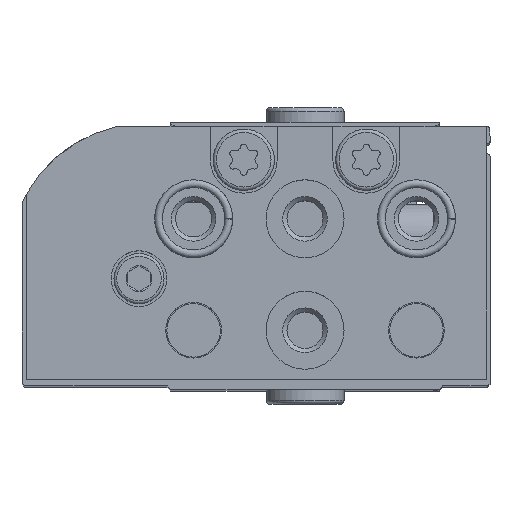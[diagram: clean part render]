
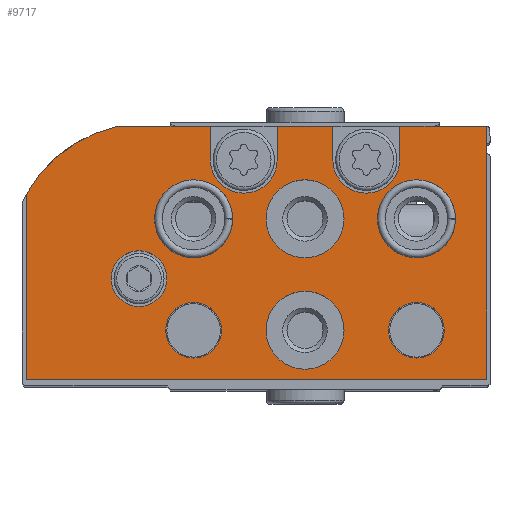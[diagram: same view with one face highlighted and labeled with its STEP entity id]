
A CAD part, top view. The second image highlights one B-rep face of the part: STEP entity #9717.
In plain terms, the highlighted face is planar.
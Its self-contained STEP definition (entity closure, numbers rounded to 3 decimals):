
#998=LINE('',#16649,#1748);
#1002=LINE('',#16657,#1752);
#1006=LINE('',#16663,#1756);
#1009=LINE('',#16683,#1759);
#1010=LINE('',#16687,#1760);
#1011=LINE('',#16690,#1761);
#1012=LINE('',#16692,#1762);
#1013=LINE('',#16694,#1763);
#1014=LINE('',#16695,#1764);
#1015=LINE('',#16699,#1765);
#1748=VECTOR('',#13520,1000.);
#1752=VECTOR('',#13524,1000.);
#1756=VECTOR('',#13528,1000.);
#1759=VECTOR('',#13547,1000.);
#1760=VECTOR('',#13550,1000.);
#1761=VECTOR('',#13553,1000.);
#1762=VECTOR('',#13554,1000.);
#1763=VECTOR('',#13555,1000.);
#1764=VECTOR('',#13556,1000.);
#1765=VECTOR('',#13559,1000.);
#3722=ORIENTED_EDGE('',*,*,#5515,.T.);
#3723=ORIENTED_EDGE('',*,*,#5516,.T.);
#3724=ORIENTED_EDGE('',*,*,#5517,.T.);
#3725=ORIENTED_EDGE('',*,*,#5518,.T.);
#3726=ORIENTED_EDGE('',*,*,#5519,.T.);
#3727=ORIENTED_EDGE('',*,*,#5520,.T.);
#3728=ORIENTED_EDGE('',*,*,#5521,.T.);
#3729=ORIENTED_EDGE('',*,*,#5522,.T.);
#3730=ORIENTED_EDGE('',*,*,#5523,.T.);
#3731=ORIENTED_EDGE('',*,*,#5524,.T.);
#3732=ORIENTED_EDGE('',*,*,#5512,.F.);
#3733=ORIENTED_EDGE('',*,*,#5525,.F.);
#3734=ORIENTED_EDGE('',*,*,#5526,.F.);
#3735=ORIENTED_EDGE('',*,*,#5527,.F.);
#3736=ORIENTED_EDGE('',*,*,#5528,.F.);
#3737=ORIENTED_EDGE('',*,*,#5508,.F.);
#3738=ORIENTED_EDGE('',*,*,#5529,.T.);
#3739=ORIENTED_EDGE('',*,*,#5530,.T.);
#3740=ORIENTED_EDGE('',*,*,#5531,.T.);
#3741=ORIENTED_EDGE('',*,*,#5504,.F.);
#5504=EDGE_CURVE('',#6579,#6580,#998,.T.);
#5508=EDGE_CURVE('',#6583,#6584,#1002,.T.);
#5512=EDGE_CURVE('',#6585,#6586,#1006,.T.);
#5515=EDGE_CURVE('',#6588,#6588,#7169,.T.);
#5516=EDGE_CURVE('',#6589,#6589,#7170,.T.);
#5517=EDGE_CURVE('',#6590,#6590,#7171,.T.);
#5518=EDGE_CURVE('',#6591,#6591,#7172,.T.);
#5519=EDGE_CURVE('',#6592,#6592,#7173,.T.);
#5520=EDGE_CURVE('',#6593,#6593,#7174,.T.);
#5521=EDGE_CURVE('',#6594,#6594,#7175,.T.);
#5522=EDGE_CURVE('',#6579,#6595,#1009,.T.);
#5523=EDGE_CURVE('',#6595,#6596,#7176,.T.);
#5524=EDGE_CURVE('',#6596,#6586,#1010,.T.);
#5525=EDGE_CURVE('',#6597,#6585,#7177,.T.);
#5526=EDGE_CURVE('',#6598,#6597,#1011,.T.);
#5527=EDGE_CURVE('',#6599,#6598,#1012,.T.);
#5528=EDGE_CURVE('',#6584,#6599,#1013,.T.);
#5529=EDGE_CURVE('',#6583,#6600,#1014,.T.);
#5530=EDGE_CURVE('',#6600,#6601,#7178,.T.);
#5531=EDGE_CURVE('',#6601,#6580,#1015,.T.);
#6579=VERTEX_POINT('',#16648);
#6580=VERTEX_POINT('',#16650);
#6583=VERTEX_POINT('',#16656);
#6584=VERTEX_POINT('',#16658);
#6585=VERTEX_POINT('',#16662);
#6586=VERTEX_POINT('',#16664);
#6588=VERTEX_POINT('',#16670);
#6589=VERTEX_POINT('',#16672);
#6590=VERTEX_POINT('',#16674);
#6591=VERTEX_POINT('',#16676);
#6592=VERTEX_POINT('',#16678);
#6593=VERTEX_POINT('',#16680);
#6594=VERTEX_POINT('',#16682);
#6595=VERTEX_POINT('',#16684);
#6596=VERTEX_POINT('',#16686);
#6597=VERTEX_POINT('',#16689);
#6598=VERTEX_POINT('',#16691);
#6599=VERTEX_POINT('',#16693);
#6600=VERTEX_POINT('',#16696);
#6601=VERTEX_POINT('',#16698);
#7169=CIRCLE('',#11117,2.5);
#7170=CIRCLE('',#11118,3.5);
#7171=CIRCLE('',#11119,3.5);
#7172=CIRCLE('',#11120,3.5);
#7173=CIRCLE('',#11121,3.5);
#7174=CIRCLE('',#11122,2.5);
#7175=CIRCLE('',#11123,2.5);
#7176=CIRCLE('',#11124,3.);
#7177=CIRCLE('',#11125,12.5);
#7178=CIRCLE('',#11126,3.);
#7880=EDGE_LOOP('',(#3722));
#7881=EDGE_LOOP('',(#3723));
#7882=EDGE_LOOP('',(#3724));
#7883=EDGE_LOOP('',(#3725));
#7884=EDGE_LOOP('',(#3726));
#7885=EDGE_LOOP('',(#3727));
#7886=EDGE_LOOP('',(#3728));
#7887=EDGE_LOOP('',(#3729,#3730,#3731,#3732,#3733,#3734,#3735,#3736,#3737,
#3738,#3739,#3740,#3741));
#8731=FACE_BOUND('',#7880,.T.);
#8732=FACE_BOUND('',#7881,.T.);
#8733=FACE_BOUND('',#7882,.T.);
#8734=FACE_BOUND('',#7883,.T.);
#8735=FACE_BOUND('',#7884,.T.);
#8736=FACE_BOUND('',#7885,.T.);
#8737=FACE_BOUND('',#7886,.T.);
#8738=FACE_BOUND('',#7887,.T.);
#9251=PLANE('',#11116);
#9717=ADVANCED_FACE('',(#8731,#8732,#8733,#8734,#8735,#8736,#8737,#8738),
#9251,.F.);
#11116=AXIS2_PLACEMENT_3D('',#16668,#13531,#13532);
#11117=AXIS2_PLACEMENT_3D('',#16669,#13533,#13534);
#11118=AXIS2_PLACEMENT_3D('',#16671,#13535,#13536);
#11119=AXIS2_PLACEMENT_3D('',#16673,#13537,#13538);
#11120=AXIS2_PLACEMENT_3D('',#16675,#13539,#13540);
#11121=AXIS2_PLACEMENT_3D('',#16677,#13541,#13542);
#11122=AXIS2_PLACEMENT_3D('',#16679,#13543,#13544);
#11123=AXIS2_PLACEMENT_3D('',#16681,#13545,#13546);
#11124=AXIS2_PLACEMENT_3D('',#16685,#13548,#13549);
#11125=AXIS2_PLACEMENT_3D('',#16688,#13551,#13552);
#11126=AXIS2_PLACEMENT_3D('',#16697,#13557,#13558);
#13520=DIRECTION('',(-1.,0.,0.));
#13524=DIRECTION('',(-1.,0.,0.));
#13528=DIRECTION('',(-1.,0.,0.));
#13531=DIRECTION('',(0.,0.,1.));
#13532=DIRECTION('',(1.,0.,0.));
#13533=DIRECTION('',(0.,0.,1.));
#13534=DIRECTION('',(1.,0.,0.));
#13535=DIRECTION('',(0.,0.,1.));
#13536=DIRECTION('',(1.,0.,0.));
#13537=DIRECTION('',(0.,0.,1.));
#13538=DIRECTION('',(1.,0.,0.));
#13539=DIRECTION('',(0.,0.,1.));
#13540=DIRECTION('',(1.,0.,0.));
#13541=DIRECTION('',(0.,0.,1.));
#13542=DIRECTION('',(1.,0.,0.));
#13543=DIRECTION('',(0.,0.,1.));
#13544=DIRECTION('',(1.,0.,0.));
#13545=DIRECTION('',(0.,0.,1.));
#13546=DIRECTION('',(1.,0.,0.));
#13547=DIRECTION('',(0.,-1.,0.));
#13548=DIRECTION('',(0.,0.,1.));
#13549=DIRECTION('',(1.,0.,0.));
#13550=DIRECTION('',(0.,1.,0.));
#13551=DIRECTION('',(0.,0.,1.));
#13552=DIRECTION('',(1.,0.,0.));
#13553=DIRECTION('',(0.,1.,0.));
#13554=DIRECTION('',(1.,0.,0.));
#13555=DIRECTION('',(0.,-1.,0.));
#13556=DIRECTION('',(0.,-1.,0.));
#13557=DIRECTION('',(0.,0.,1.));
#13558=DIRECTION('',(1.,0.,0.));
#13559=DIRECTION('',(0.,1.,0.));
#16648=CARTESIAN_POINT('',(18.8,22.7,0.));
#16649=CARTESIAN_POINT('',(33.122,22.7,0.));
#16650=CARTESIAN_POINT('',(13.8,22.7,0.));
#16656=CARTESIAN_POINT('',(7.8,22.7,0.));
#16657=CARTESIAN_POINT('',(33.122,22.7,0.));
#16658=CARTESIAN_POINT('',(0.,22.7,0.));
#16662=CARTESIAN_POINT('',(33.122,22.7,0.));
#16663=CARTESIAN_POINT('',(33.122,22.7,0.));
#16664=CARTESIAN_POINT('',(24.8,22.7,0.));
#16668=CARTESIAN_POINT('',(30.4,10.5,0.));
#16669=CARTESIAN_POINT('',(31.2,9.03,0.));
#16670=CARTESIAN_POINT('',(33.7,9.03,0.));
#16671=CARTESIAN_POINT('',(26.3,14.4,0.));
#16672=CARTESIAN_POINT('',(29.8,14.4,0.));
#16673=CARTESIAN_POINT('',(16.3,14.4,0.));
#16674=CARTESIAN_POINT('',(19.8,14.4,0.));
#16675=CARTESIAN_POINT('',(6.3,14.4,0.));
#16676=CARTESIAN_POINT('',(9.8,14.4,0.));
#16677=CARTESIAN_POINT('',(16.3,4.4,0.));
#16678=CARTESIAN_POINT('',(19.8,4.4,0.));
#16679=CARTESIAN_POINT('',(26.3,4.4,0.));
#16680=CARTESIAN_POINT('',(28.8,4.4,0.));
#16681=CARTESIAN_POINT('',(6.3,4.4,0.));
#16682=CARTESIAN_POINT('',(8.8,4.4,0.));
#16683=CARTESIAN_POINT('',(18.8,22.7,0.));
#16684=CARTESIAN_POINT('',(18.8,19.7,0.));
#16685=CARTESIAN_POINT('',(21.8,19.7,0.));
#16686=CARTESIAN_POINT('',(24.8,19.7,0.));
#16687=CARTESIAN_POINT('',(24.8,19.7,0.));
#16688=CARTESIAN_POINT('',(30.4,10.5,0.));
#16689=CARTESIAN_POINT('',(41.3,16.619,0.));
#16690=CARTESIAN_POINT('',(41.3,0.,0.));
#16691=CARTESIAN_POINT('',(41.3,0.,0.));
#16692=CARTESIAN_POINT('',(0.,0.,0.));
#16693=CARTESIAN_POINT('',(0.,0.,0.));
#16694=CARTESIAN_POINT('',(0.,22.7,0.));
#16695=CARTESIAN_POINT('',(7.8,22.7,0.));
#16696=CARTESIAN_POINT('',(7.8,19.7,0.));
#16697=CARTESIAN_POINT('',(10.8,19.7,0.));
#16698=CARTESIAN_POINT('',(13.8,19.7,0.));
#16699=CARTESIAN_POINT('',(13.8,19.7,0.));
